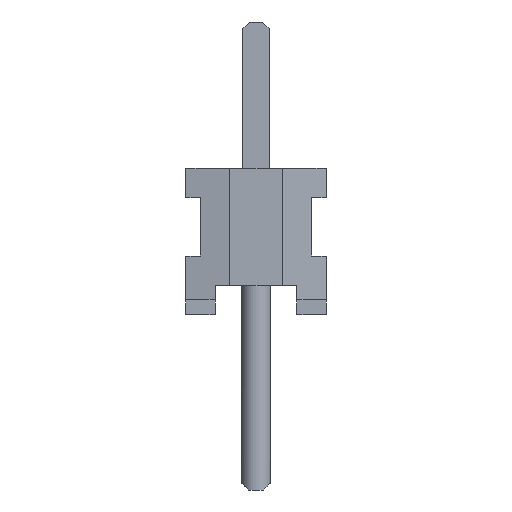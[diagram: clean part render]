
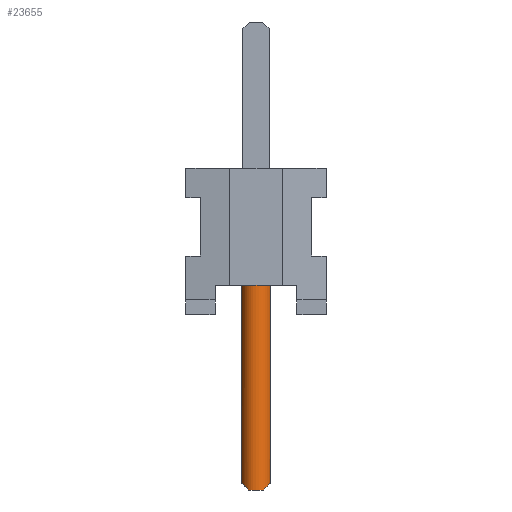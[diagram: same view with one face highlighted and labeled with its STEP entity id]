
A CAD part, left-side view. The second image highlights one B-rep face of the part: STEP entity #23655.
In plain terms, the highlighted cylindrical face has radius 0.254 mm (diameter 0.508 mm), a full revolution.
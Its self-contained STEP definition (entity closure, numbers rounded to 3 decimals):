
#22345 = EDGE_CURVE('',#22346,#22348,#22350,.T.);
#22346 = VERTEX_POINT('',#22347);
#22347 = CARTESIAN_POINT('',(-11.049,0.,1.27));
#22348 = VERTEX_POINT('',#22349);
#22349 = CARTESIAN_POINT('',(-10.575,0.127,1.27));
#22350 = CIRCLE('',#22351,0.254);
#22351 = AXIS2_PLACEMENT_3D('',#22352,#22353,#22354);
#22352 = CARTESIAN_POINT('',(-10.795,0.,1.27));
#22353 = DIRECTION('',(0.,0.,1.));
#22354 = DIRECTION('',(1.,0.,0.));
#22356 = EDGE_CURVE('',#22348,#22346,#22357,.T.);
#22357 = CIRCLE('',#22358,0.254);
#22358 = AXIS2_PLACEMENT_3D('',#22359,#22360,#22361);
#22359 = CARTESIAN_POINT('',(-10.795,0.,1.27));
#22360 = DIRECTION('',(0.,0.,1.));
#22361 = DIRECTION('',(1.,0.,0.));
#23655 = ADVANCED_FACE('',(#23656),#23702,.T.);
#23656 = FACE_BOUND('',#23657,.T.);
#23657 = EDGE_LOOP('',(#23658,#23659,#23666,#23675,#23684,#23693,#23700,
    #23701));
#23658 = ORIENTED_EDGE('',*,*,#22356,.F.);
#23659 = ORIENTED_EDGE('',*,*,#23660,.T.);
#23660 = EDGE_CURVE('',#22348,#23661,#23663,.T.);
#23661 = VERTEX_POINT('',#23662);
#23662 = CARTESIAN_POINT('',(-10.575,0.127,-3.048));
#23663 = B_SPLINE_CURVE_WITH_KNOTS('',1,(#23664,#23665),.UNSPECIFIED.,
  .F.,.F.,(2,2),(0.,4.318),.PIECEWISE_BEZIER_KNOTS.);
#23664 = CARTESIAN_POINT('',(-10.575,0.127,1.27));
#23665 = CARTESIAN_POINT('',(-10.575,0.127,-3.048));
#23666 = ORIENTED_EDGE('',*,*,#23667,.T.);
#23667 = EDGE_CURVE('',#23661,#23668,#23670,.T.);
#23668 = VERTEX_POINT('',#23669);
#23669 = CARTESIAN_POINT('',(-11.015,0.127,-3.048));
#23670 = ELLIPSE('',#23671,0.359,0.254);
#23671 = AXIS2_PLACEMENT_3D('',#23672,#23673,#23674);
#23672 = CARTESIAN_POINT('',(-10.795,0.,-3.175));
#23673 = DIRECTION('',(0.,-0.707,0.707));
#23674 = DIRECTION('',(0.,-0.707,-0.707));
#23675 = ORIENTED_EDGE('',*,*,#23676,.T.);
#23676 = EDGE_CURVE('',#23668,#23677,#23679,.T.);
#23677 = VERTEX_POINT('',#23678);
#23678 = CARTESIAN_POINT('',(-11.015,-0.127,-3.048));
#23679 = CIRCLE('',#23680,0.254);
#23680 = AXIS2_PLACEMENT_3D('',#23681,#23682,#23683);
#23681 = CARTESIAN_POINT('',(-10.795,0.,-3.048));
#23682 = DIRECTION('',(0.,0.,1.));
#23683 = DIRECTION('',(0.,-1.,0.));
#23684 = ORIENTED_EDGE('',*,*,#23685,.T.);
#23685 = EDGE_CURVE('',#23677,#23686,#23688,.T.);
#23686 = VERTEX_POINT('',#23687);
#23687 = CARTESIAN_POINT('',(-10.575,-0.127,-3.048));
#23688 = ELLIPSE('',#23689,0.359,0.254);
#23689 = AXIS2_PLACEMENT_3D('',#23690,#23691,#23692);
#23690 = CARTESIAN_POINT('',(-10.795,0.,-3.175));
#23691 = DIRECTION('',(0.,0.707,0.707));
#23692 = DIRECTION('',(0.,0.707,-0.707));
#23693 = ORIENTED_EDGE('',*,*,#23694,.T.);
#23694 = EDGE_CURVE('',#23686,#23661,#23695,.T.);
#23695 = CIRCLE('',#23696,0.254);
#23696 = AXIS2_PLACEMENT_3D('',#23697,#23698,#23699);
#23697 = CARTESIAN_POINT('',(-10.795,0.,-3.048));
#23698 = DIRECTION('',(0.,0.,1.));
#23699 = DIRECTION('',(0.,-1.,0.));
#23700 = ORIENTED_EDGE('',*,*,#23660,.F.);
#23701 = ORIENTED_EDGE('',*,*,#22345,.F.);
#23702 = CYLINDRICAL_SURFACE('',#23703,0.254);
#23703 = AXIS2_PLACEMENT_3D('',#23704,#23705,#23706);
#23704 = CARTESIAN_POINT('',(-10.795,0.,1.27));
#23705 = DIRECTION('',(0.,0.,-1.));
#23706 = DIRECTION('',(0.,1.,0.));
